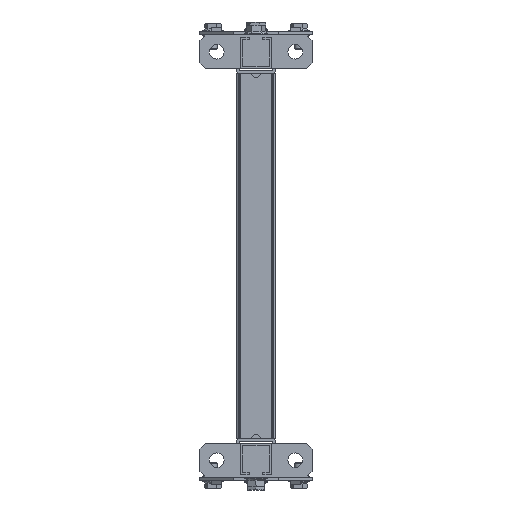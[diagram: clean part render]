
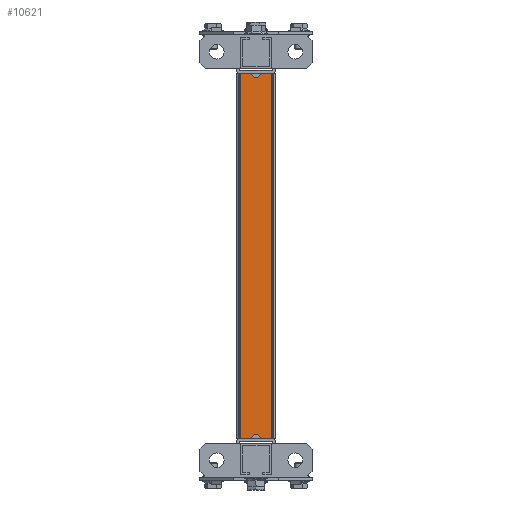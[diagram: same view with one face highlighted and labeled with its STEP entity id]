
A CAD part, front view. The second image highlights one B-rep face of the part: STEP entity #10621.
In plain terms, the highlighted face is planar.
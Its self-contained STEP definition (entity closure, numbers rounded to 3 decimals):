
#145 = CARTESIAN_POINT ( 'NONE',  ( -17., 0., 17. ) ) ;
#159 = ORIENTED_EDGE ( 'NONE', *, *, #5876, .T. ) ;
#455 = VECTOR ( 'NONE', #5794, 1000. ) ;
#484 = CARTESIAN_POINT ( 'NONE',  ( -16., 326., 17. ) ) ;
#967 = ORIENTED_EDGE ( 'NONE', *, *, #9777, .F. ) ;
#1013 = DIRECTION ( 'NONE',  ( 1., 0., 0. ) ) ;
#1463 = CARTESIAN_POINT ( 'NONE',  ( 4., 0., 17. ) ) ;
#1527 = CARTESIAN_POINT ( 'NONE',  ( -17., 326., 17. ) ) ;
#1709 = AXIS2_PLACEMENT_3D ( 'NONE', #5800, #6617, #9920 ) ;
#2039 = PLANE ( 'NONE',  #9489 ) ;
#2106 = VERTEX_POINT ( 'NONE', #7772 ) ;
#2192 = LINE ( 'NONE', #484, #3628 ) ;
#2675 = VERTEX_POINT ( 'NONE', #4291 ) ;
#2746 = EDGE_CURVE ( 'NONE', #2106, #9276, #9317, .T. ) ;
#2875 = VERTEX_POINT ( 'NONE', #5380 ) ;
#3016 = FACE_OUTER_BOUND ( 'NONE', #3182, .T. ) ;
#3029 = LINE ( 'NONE', #1527, #4449 ) ;
#3105 = CARTESIAN_POINT ( 'NONE',  ( 0., 0., 17. ) ) ;
#3182 = EDGE_LOOP ( 'NONE', ( #7992, #967, #9279, #4017, #9316, #10048, #3920, #159 ) ) ;
#3533 = CIRCLE ( 'NONE', #1709, 4. ) ;
#3628 = VECTOR ( 'NONE', #9555, 1000. ) ;
#3886 = CARTESIAN_POINT ( 'NONE',  ( 16., 326., 17. ) ) ;
#3920 = ORIENTED_EDGE ( 'NONE', *, *, #10429, .F. ) ;
#3921 = EDGE_CURVE ( 'NONE', #5285, #2675, #9407, .T. ) ;
#4007 = CARTESIAN_POINT ( 'NONE',  ( -16., 326., 17. ) ) ;
#4017 = ORIENTED_EDGE ( 'NONE', *, *, #9756, .T. ) ;
#4176 = EDGE_CURVE ( 'NONE', #5930, #2875, #3533, .T. ) ;
#4291 = CARTESIAN_POINT ( 'NONE',  ( 16., 0., 17. ) ) ;
#4325 = LINE ( 'NONE', #6246, #7858 ) ;
#4449 = VECTOR ( 'NONE', #10643, 1000. ) ;
#4709 = VERTEX_POINT ( 'NONE', #3886 ) ;
#4844 = DIRECTION ( 'NONE',  ( 0., 0., 1. ) ) ;
#5051 = CARTESIAN_POINT ( 'NONE',  ( -4., 0., 17. ) ) ;
#5285 = VERTEX_POINT ( 'NONE', #1463 ) ;
#5380 = CARTESIAN_POINT ( 'NONE',  ( 4., 326., 17. ) ) ;
#5794 = DIRECTION ( 'NONE',  ( 1., 0., 0. ) ) ;
#5800 = CARTESIAN_POINT ( 'NONE',  ( 0., 326., 17. ) ) ;
#5876 = EDGE_CURVE ( 'NONE', #9164, #2106, #2192, .T. ) ;
#5921 = CIRCLE ( 'NONE', #9409, 4. ) ;
#5930 = VERTEX_POINT ( 'NONE', #10424 ) ;
#6001 = VECTOR ( 'NONE', #9727, 1000. ) ;
#6013 = EDGE_CURVE ( 'NONE', #2875, #4709, #8188, .T. ) ;
#6158 = VECTOR ( 'NONE', #1013, 1000. ) ;
#6246 = CARTESIAN_POINT ( 'NONE',  ( 16., 326., 17. ) ) ;
#6584 = CARTESIAN_POINT ( 'NONE',  ( -17., 0., 17. ) ) ;
#6617 = DIRECTION ( 'NONE',  ( 0., 0., 1. ) ) ;
#7070 = DIRECTION ( 'NONE',  ( 0., 1., 0. ) ) ;
#7772 = CARTESIAN_POINT ( 'NONE',  ( -16., 0., 17. ) ) ;
#7824 = DIRECTION ( 'NONE',  ( -1., 0., 0. ) ) ;
#7858 = VECTOR ( 'NONE', #7070, 1000. ) ;
#7992 = ORIENTED_EDGE ( 'NONE', *, *, #2746, .T. ) ;
#8188 = LINE ( 'NONE', #8915, #6001 ) ;
#8915 = CARTESIAN_POINT ( 'NONE',  ( -17., 326., 17. ) ) ;
#9164 = VERTEX_POINT ( 'NONE', #4007 ) ;
#9276 = VERTEX_POINT ( 'NONE', #5051 ) ;
#9279 = ORIENTED_EDGE ( 'NONE', *, *, #3921, .T. ) ;
#9316 = ORIENTED_EDGE ( 'NONE', *, *, #6013, .F. ) ;
#9317 = LINE ( 'NONE', #6584, #455 ) ;
#9407 = LINE ( 'NONE', #145, #6158 ) ;
#9409 = AXIS2_PLACEMENT_3D ( 'NONE', #3105, #4844, #9852 ) ;
#9489 = AXIS2_PLACEMENT_3D ( 'NONE', #9504, #10297, #7824 ) ;
#9504 = CARTESIAN_POINT ( 'NONE',  ( -17., 326., 17. ) ) ;
#9555 = DIRECTION ( 'NONE',  ( 0., -1., 0. ) ) ;
#9727 = DIRECTION ( 'NONE',  ( 1., 0., 0. ) ) ;
#9756 = EDGE_CURVE ( 'NONE', #2675, #4709, #4325, .T. ) ;
#9777 = EDGE_CURVE ( 'NONE', #5285, #9276, #5921, .T. ) ;
#9852 = DIRECTION ( 'NONE',  ( 1., 0., 0. ) ) ;
#9920 = DIRECTION ( 'NONE',  ( 1., 0., 0. ) ) ;
#10048 = ORIENTED_EDGE ( 'NONE', *, *, #4176, .F. ) ;
#10297 = DIRECTION ( 'NONE',  ( 0., 0., -1. ) ) ;
#10424 = CARTESIAN_POINT ( 'NONE',  ( -4., 326., 17. ) ) ;
#10429 = EDGE_CURVE ( 'NONE', #9164, #5930, #3029, .T. ) ;
#10621 = ADVANCED_FACE ( 'NONE', ( #3016 ), #2039, .F. ) ;
#10643 = DIRECTION ( 'NONE',  ( 1., 0., 0. ) ) ;
